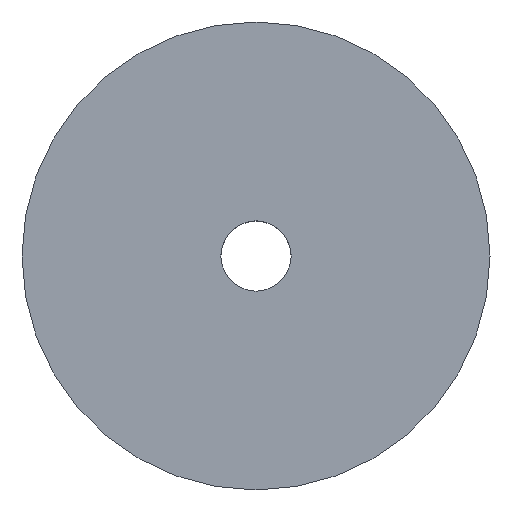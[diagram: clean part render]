
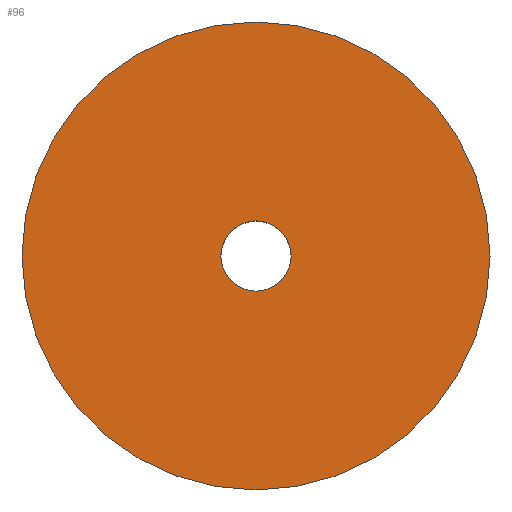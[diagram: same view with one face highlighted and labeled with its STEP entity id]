
A CAD part, top view. The second image highlights one B-rep face of the part: STEP entity #96.
In plain terms, the highlighted planar face has unit normal (0, 0, 1).
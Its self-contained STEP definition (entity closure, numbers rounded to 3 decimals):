
#50 = DIRECTION ( 'NONE',  ( 0., 0., -1. ) ) ;
#53 = FACE_OUTER_BOUND ( 'NONE', #454, .T. ) ;
#65 = CIRCLE ( 'NONE', #160, 10. ) ;
#96 = ADVANCED_FACE ( 'NONE', ( #53, #376 ), #732, .F. ) ;
#147 = DIRECTION ( 'NONE',  ( 0., 0., -1. ) ) ;
#151 = DIRECTION ( 'NONE',  ( 0., 0., -1. ) ) ;
#160 = AXIS2_PLACEMENT_3D ( 'NONE', #307, #716, #369 ) ;
#161 = CARTESIAN_POINT ( 'NONE',  ( 10., 0., 17. ) ) ;
#175 = EDGE_CURVE ( 'NONE', #466, #616, #635, .T. ) ;
#218 = CARTESIAN_POINT ( 'NONE',  ( 1.5, 0., 17. ) ) ;
#235 = EDGE_CURVE ( 'NONE', #657, #761, #275, .T. ) ;
#261 = DIRECTION ( 'NONE',  ( -1., 0., 0. ) ) ;
#266 = CARTESIAN_POINT ( 'NONE',  ( 0., 0., 17. ) ) ;
#275 = CIRCLE ( 'NONE', #505, 1.5 ) ;
#303 = ORIENTED_EDGE ( 'NONE', *, *, #175, .F. ) ;
#307 = CARTESIAN_POINT ( 'NONE',  ( 0., 0., 17. ) ) ;
#329 = DIRECTION ( 'NONE',  ( -1., 0., 0. ) ) ;
#330 = EDGE_CURVE ( 'NONE', #761, #657, #690, .T. ) ;
#369 = DIRECTION ( 'NONE',  ( -1., 0., 0. ) ) ;
#376 = FACE_BOUND ( 'NONE', #554, .T. ) ;
#404 = ORIENTED_EDGE ( 'NONE', *, *, #448, .F. ) ;
#407 = CARTESIAN_POINT ( 'NONE',  ( 0., 0., 17. ) ) ;
#411 = ORIENTED_EDGE ( 'NONE', *, *, #330, .T. ) ;
#448 = EDGE_CURVE ( 'NONE', #616, #466, #65, .T. ) ;
#454 = EDGE_LOOP ( 'NONE', ( #404, #303 ) ) ;
#466 = VERTEX_POINT ( 'NONE', #751 ) ;
#471 = DIRECTION ( 'NONE',  ( -1., 0., 0. ) ) ;
#505 = AXIS2_PLACEMENT_3D ( 'NONE', #518, #151, #572 ) ;
#514 = CARTESIAN_POINT ( 'NONE',  ( 1.5, 0., 17. ) ) ;
#518 = CARTESIAN_POINT ( 'NONE',  ( 0., 0., 17. ) ) ;
#542 = CARTESIAN_POINT ( 'NONE',  ( -1.5, 0., 17. ) ) ;
#547 = AXIS2_PLACEMENT_3D ( 'NONE', #514, #147, #261 ) ;
#554 = EDGE_LOOP ( 'NONE', ( #411, #643 ) ) ;
#572 = DIRECTION ( 'NONE',  ( -1., 0., 0. ) ) ;
#616 = VERTEX_POINT ( 'NONE', #161 ) ;
#635 = CIRCLE ( 'NONE', #695, 10. ) ;
#643 = ORIENTED_EDGE ( 'NONE', *, *, #235, .T. ) ;
#657 = VERTEX_POINT ( 'NONE', #218 ) ;
#678 = DIRECTION ( 'NONE',  ( 0., 0., -1. ) ) ;
#690 = CIRCLE ( 'NONE', #696, 1.5 ) ;
#695 = AXIS2_PLACEMENT_3D ( 'NONE', #407, #50, #471 ) ;
#696 = AXIS2_PLACEMENT_3D ( 'NONE', #266, #678, #329 ) ;
#716 = DIRECTION ( 'NONE',  ( 0., 0., -1. ) ) ;
#732 = PLANE ( 'NONE',  #547 ) ;
#751 = CARTESIAN_POINT ( 'NONE',  ( -10., 0., 17. ) ) ;
#761 = VERTEX_POINT ( 'NONE', #542 ) ;
